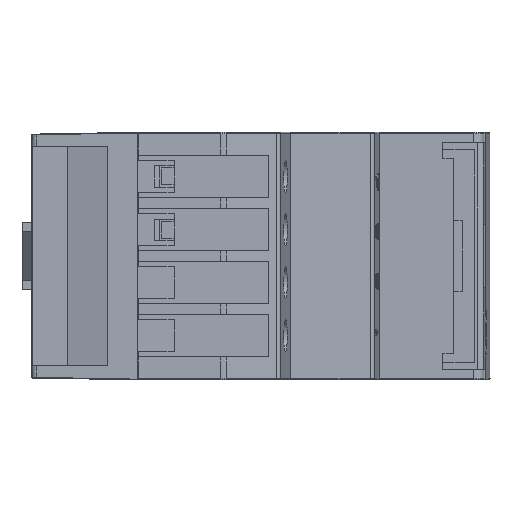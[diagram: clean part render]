
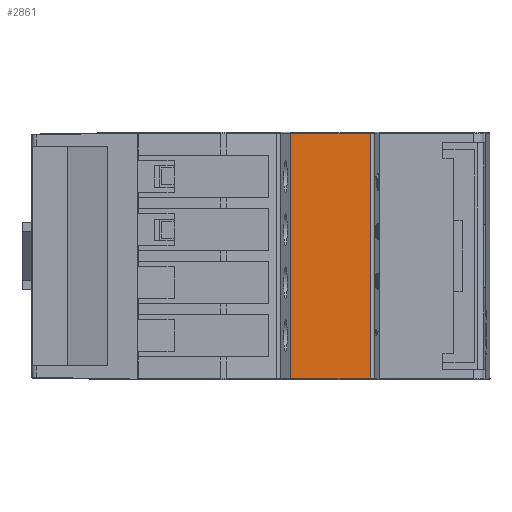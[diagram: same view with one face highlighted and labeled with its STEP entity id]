
A CAD part, front view. The second image highlights one B-rep face of the part: STEP entity #2861.
In plain terms, the highlighted planar face has unit normal (0.043, -0.999, 0).
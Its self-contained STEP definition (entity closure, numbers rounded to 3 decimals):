
#2861=ADVANCED_FACE('',(#29941),#29943,.T.);
#29941=FACE_BOUND('',#29942,.T.);
#29942=EDGE_LOOP('',(#69178,#69179,#69180,#69181));
#29943=PLANE('',#29944);
#29944=AXIS2_PLACEMENT_3D('',#29945,#29946,#29947);
#29945=CARTESIAN_POINT('',(0.,-31.,0.));
#29946=DIRECTION('',(0.043,-0.999,0.));
#29947=DIRECTION('',(0.999,0.043,0.));
#69178=ORIENTED_EDGE('',*,*,#76436,.T.);
#69179=ORIENTED_EDGE('',*,*,#76280,.F.);
#69180=ORIENTED_EDGE('',*,*,#76713,.F.);
#69181=ORIENTED_EDGE('',*,*,#76293,.T.);
#76280=EDGE_CURVE('',#81149,#81152,#81154,.T.);
#76293=EDGE_CURVE('',#81168,#81165,#81169,.T.);
#76436=EDGE_CURVE('',#81165,#81152,#81381,.T.);
#76713=EDGE_CURVE('',#81168,#81149,#81818,.T.);
#81149=VERTEX_POINT('',#90104);
#81152=VERTEX_POINT('',#90112);
#81154=LINE('',#90117,#90118);
#81165=VERTEX_POINT('',#90160);
#81168=VERTEX_POINT('',#90169);
#81169=LINE('',#90170,#90171);
#81381=LINE('',#90979,#90980);
#81818=LINE('',#92006,#92007);
#90104=CARTESIAN_POINT('',(0.,-31.,34.85));
#90112=CARTESIAN_POINT('',(11.224,-30.522,34.85));
#90117=CARTESIAN_POINT('',(0.,-31.,34.85));
#90118=VECTOR('',#90119,1.);
#90119=DIRECTION('',(0.999,0.043,0.));
#90160=CARTESIAN_POINT('',(11.224,-30.522,0.15));
#90169=CARTESIAN_POINT('',(0.,-31.,0.15));
#90170=CARTESIAN_POINT('',(0.,-31.,0.15));
#90171=VECTOR('',#90172,1.);
#90172=DIRECTION('',(0.999,0.043,0.));
#90979=CARTESIAN_POINT('',(11.224,-30.522,0.15));
#90980=VECTOR('',#90981,1.);
#90981=DIRECTION('',(0.,0.,1.));
#92006=CARTESIAN_POINT('',(0.,-31.,0.15));
#92007=VECTOR('',#92008,1.);
#92008=DIRECTION('',(0.,0.,1.));
